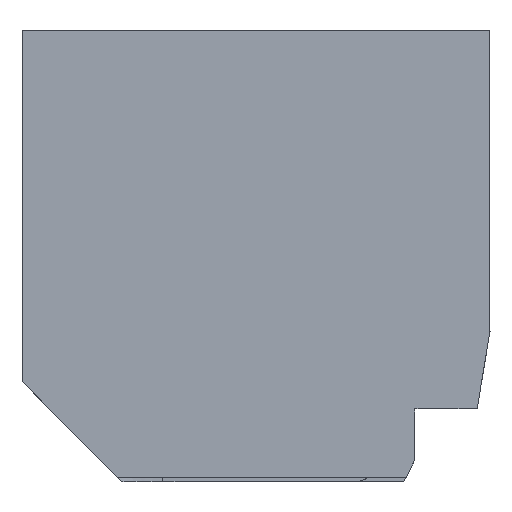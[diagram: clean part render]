
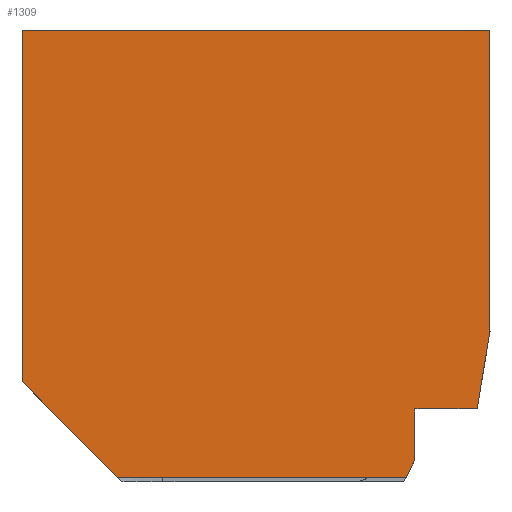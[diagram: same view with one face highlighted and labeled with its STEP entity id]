
A CAD part, left-side view. The second image highlights one B-rep face of the part: STEP entity #1309.
In plain terms, the highlighted planar face has unit normal (-1, 0, 0).
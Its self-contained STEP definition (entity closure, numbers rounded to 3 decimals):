
#67=PLANE('',#1391);
#144=FACE_OUTER_BOUND('',#202,.T.);
#202=EDGE_LOOP('',(#1180,#1181,#1182,#1183,#1184,#1185,#1186,#1187,#1188,
#1189,#1190,#1191,#1192,#1193,#1194));
#276=LINE('',#11119,#437);
#277=LINE('',#11121,#438);
#278=LINE('',#11123,#439);
#303=LINE('',#11178,#464);
#304=LINE('',#11180,#465);
#310=LINE('',#11191,#471);
#316=LINE('',#11212,#477);
#332=LINE('',#11264,#493);
#340=LINE('',#11281,#501);
#341=LINE('',#11283,#502);
#342=LINE('',#11284,#503);
#360=LINE('',#11431,#521);
#368=LINE('',#11445,#529);
#369=LINE('',#11447,#530);
#370=LINE('',#11448,#531);
#437=VECTOR('',#1527,10.);
#438=VECTOR('',#1528,10.);
#439=VECTOR('',#1529,10.);
#464=VECTOR('',#1570,10.);
#465=VECTOR('',#1571,10.);
#471=VECTOR('',#1577,10.);
#477=VECTOR('',#1587,10.);
#493=VECTOR('',#1615,10.);
#501=VECTOR('',#1629,10.);
#502=VECTOR('',#1630,10.);
#503=VECTOR('',#1631,10.);
#521=VECTOR('',#1665,10.);
#529=VECTOR('',#1675,10.);
#530=VECTOR('',#1678,10.);
#531=VECTOR('',#1679,10.);
#598=VERTEX_POINT('',#11116);
#599=VERTEX_POINT('',#11118);
#600=VERTEX_POINT('',#11120);
#601=VERTEX_POINT('',#11122);
#622=VERTEX_POINT('',#11176);
#623=VERTEX_POINT('',#11177);
#624=VERTEX_POINT('',#11179);
#629=VERTEX_POINT('',#11189);
#635=VERTEX_POINT('',#11210);
#636=VERTEX_POINT('',#11211);
#650=VERTEX_POINT('',#11263);
#655=VERTEX_POINT('',#11279);
#656=VERTEX_POINT('',#11280);
#657=VERTEX_POINT('',#11282);
#666=VERTEX_POINT('',#11430);
#753=EDGE_CURVE('',#599,#598,#276,.T.);
#754=EDGE_CURVE('',#600,#599,#277,.T.);
#755=EDGE_CURVE('',#601,#600,#278,.T.);
#783=EDGE_CURVE('',#622,#623,#303,.T.);
#784=EDGE_CURVE('',#624,#622,#304,.T.);
#790=EDGE_CURVE('',#623,#629,#310,.T.);
#797=EDGE_CURVE('',#635,#636,#316,.T.);
#818=EDGE_CURVE('',#598,#650,#332,.T.);
#826=EDGE_CURVE('',#655,#656,#340,.T.);
#827=EDGE_CURVE('',#657,#655,#341,.T.);
#828=EDGE_CURVE('',#629,#657,#342,.T.);
#850=EDGE_CURVE('',#656,#666,#360,.T.);
#858=EDGE_CURVE('',#666,#601,#368,.T.);
#859=EDGE_CURVE('',#635,#650,#369,.T.);
#860=EDGE_CURVE('',#624,#636,#370,.T.);
#1180=ORIENTED_EDGE('',*,*,#858,.T.);
#1181=ORIENTED_EDGE('',*,*,#755,.T.);
#1182=ORIENTED_EDGE('',*,*,#754,.T.);
#1183=ORIENTED_EDGE('',*,*,#753,.T.);
#1184=ORIENTED_EDGE('',*,*,#818,.T.);
#1185=ORIENTED_EDGE('',*,*,#859,.F.);
#1186=ORIENTED_EDGE('',*,*,#797,.T.);
#1187=ORIENTED_EDGE('',*,*,#860,.F.);
#1188=ORIENTED_EDGE('',*,*,#784,.T.);
#1189=ORIENTED_EDGE('',*,*,#783,.T.);
#1190=ORIENTED_EDGE('',*,*,#790,.T.);
#1191=ORIENTED_EDGE('',*,*,#828,.T.);
#1192=ORIENTED_EDGE('',*,*,#827,.T.);
#1193=ORIENTED_EDGE('',*,*,#826,.T.);
#1194=ORIENTED_EDGE('',*,*,#850,.T.);
#1309=ADVANCED_FACE('',(#144),#67,.F.);
#1391=AXIS2_PLACEMENT_3D('',#11446,#1676,#1677);
#1527=DIRECTION('',(0.,1.,0.));
#1528=DIRECTION('',(0.,0.,1.));
#1529=DIRECTION('',(0.,1.,0.));
#1570=DIRECTION('',(0.,-1.,0.));
#1571=DIRECTION('',(0.,0.,1.));
#1577=DIRECTION('',(0.,0.,1.));
#1587=DIRECTION('',(0.,-1.,0.));
#1615=DIRECTION('',(0.,0.,-1.));
#1629=DIRECTION('',(0.,-1.,0.));
#1630=DIRECTION('',(0.,0.,1.));
#1631=DIRECTION('',(0.,-1.,0.));
#1665=DIRECTION('',(0.,-0.164,0.987));
#1675=DIRECTION('',(0.,0.,1.));
#1676=DIRECTION('center_axis',(1.,0.,0.));
#1677=DIRECTION('ref_axis',(0.,0.,-1.));
#1678=DIRECTION('',(0.,0.707,0.707));
#1679=DIRECTION('',(0.,0.447,-0.894));
#11116=CARTESIAN_POINT('',(-23.498,53.493,25.797));
#11118=CARTESIAN_POINT('',(-23.498,11.311,25.797));
#11119=CARTESIAN_POINT('',(-23.498,22.823,25.797));
#11120=CARTESIAN_POINT('',(-23.498,11.311,25.795));
#11121=CARTESIAN_POINT('',(-23.498,11.311,-18.519));
#11122=CARTESIAN_POINT('',(-23.498,0.,25.795));
#11123=CARTESIAN_POINT('',(-23.498,22.823,25.795));
#11176=CARTESIAN_POINT('',(-23.498,8.591,-18.206));
#11177=CARTESIAN_POINT('',(-23.498,8.589,-18.206));
#11178=CARTESIAN_POINT('',(-23.498,22.823,-18.206));
#11179=CARTESIAN_POINT('',(-23.498,8.591,-23.296));
#11180=CARTESIAN_POINT('',(-23.498,8.591,-18.519));
#11189=CARTESIAN_POINT('',(-23.498,8.589,-17.442));
#11191=CARTESIAN_POINT('',(-23.498,8.589,-18.519));
#11210=CARTESIAN_POINT('',(-23.498,42.579,-25.294));
#11211=CARTESIAN_POINT('',(-23.498,9.59,-25.294));
#11212=CARTESIAN_POINT('',(-23.498,26.085,-25.294));
#11263=CARTESIAN_POINT('',(-23.498,53.493,-14.382));
#11264=CARTESIAN_POINT('',(-23.498,53.493,-3.674));
#11279=CARTESIAN_POINT('',(-23.498,6.771,-17.439));
#11280=CARTESIAN_POINT('',(-23.498,1.463,-17.439));
#11281=CARTESIAN_POINT('',(-23.498,22.823,-17.439));
#11282=CARTESIAN_POINT('',(-23.498,6.771,-17.442));
#11283=CARTESIAN_POINT('',(-23.498,6.771,-18.519));
#11284=CARTESIAN_POINT('',(-23.498,22.823,-17.442));
#11430=CARTESIAN_POINT('',(-23.498,0.,-8.616));
#11431=CARTESIAN_POINT('',(-23.498,1.242,-16.106));
#11445=CARTESIAN_POINT('',(-23.498,0.,-8.273));
#11446=CARTESIAN_POINT('Origin',(-23.498,22.823,-18.519));
#11447=CARTESIAN_POINT('',(-23.498,40.4,-27.473));
#11448=CARTESIAN_POINT('',(-23.498,9.266,-24.645));
